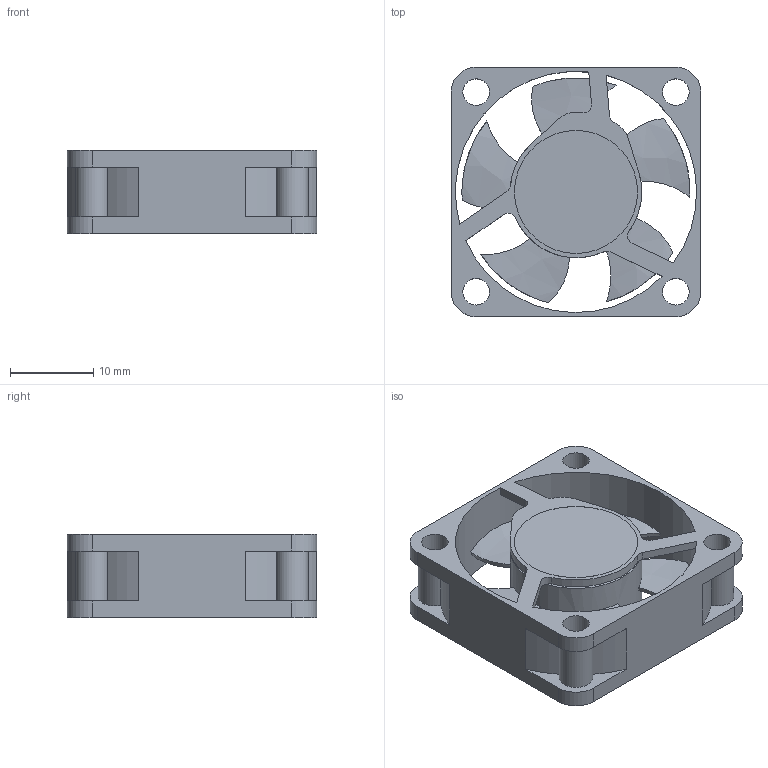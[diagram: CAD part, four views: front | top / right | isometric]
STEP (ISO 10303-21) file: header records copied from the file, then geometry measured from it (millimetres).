
FILE_DESCRIPTION(/* description */ (''),/* implementation_level */ '2;1');
FILE_NAME(/* name */ '12VDC-1.1875-X-0.375-DELTA-BOX-FAN.stp',/* time_stamp */ '2018-03-11T15:04:57-03:00',/* author */ ('bl'),/* organization */ (''),/* preprocessor_version */ 'ST-DEVELOPER v16.13',/* originating_system */ 'Autodesk Inventor 2018',/* authorisation */ '');
FILE_SCHEMA (('AUTOMOTIVE_DESIGN { 1 0 10303 214 3 1 1 }'));
Length unit declared in the file: millimetre
Products named in the file (1): 12VDC-1.1875-X-0.375-DELTA-BOX-FAN
Bounding box: 30 x 30 x 10 mm (x, y, z)
Volume: 3710.4 mm3; surface area: 5376.8 mm2
Topology: 1 solids, 1 shells, 115 faces, 323 edges, 215 vertices
Faces by surface type: cylinder 52, plane 38, bspline 25
Full cylindrical faces by diameter (mm): 3.2 x4, 4.525 x2, 14.808 x2, 15.832 x1, 29 x1
Entity records: 5317 total; most frequent: CARTESIAN_POINT 2227, ORIENTED_EDGE 624, DIRECTION 568, EDGE_CURVE 312, VERTEX_POINT 214, AXIS2_PLACEMENT_3D 210, EDGE_LOOP 150, LINE 148
